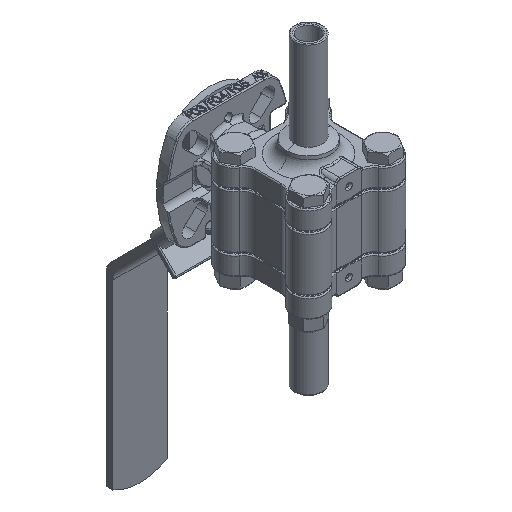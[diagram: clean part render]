
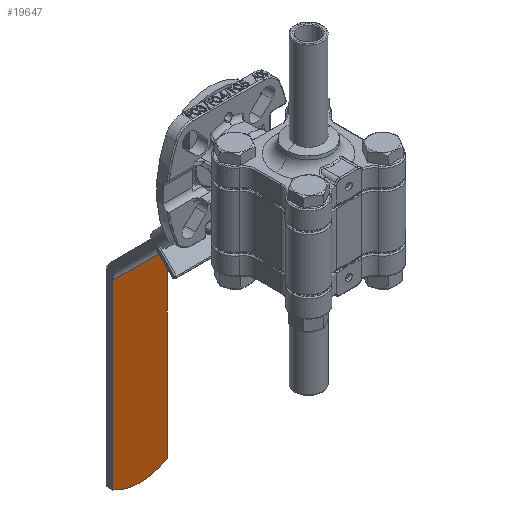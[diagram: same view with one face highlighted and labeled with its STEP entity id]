
A CAD part, isometric view. The second image highlights one B-rep face of the part: STEP entity #19647.
In plain terms, the highlighted planar face has unit normal (0, -1, 0).
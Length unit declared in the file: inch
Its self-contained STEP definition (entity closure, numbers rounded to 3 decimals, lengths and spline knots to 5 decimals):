
#587 = DIRECTION ( 'NONE',  ( 0., 1., 0. ) ) ;
#1569 = DIRECTION ( 'NONE',  ( 0., 1., 0. ) ) ;
#2693 = EDGE_CURVE ( 'NONE', #30431, #6914, #41530, .T. ) ;
#2908 = AXIS2_PLACEMENT_3D ( 'NONE', #51014, #1569, #46835 ) ;
#4659 = ORIENTED_EDGE ( 'NONE', *, *, #42008, .F. ) ;
#4884 = ORIENTED_EDGE ( 'NONE', *, *, #48739, .T. ) ;
#6914 = VERTEX_POINT ( 'NONE', #54510 ) ;
#8204 = VECTOR ( 'NONE', #18895, 39.37008 ) ;
#9782 = VERTEX_POINT ( 'NONE', #33633 ) ;
#11210 = CARTESIAN_POINT ( 'NONE',  ( 0.49213, 3.04331, -2.39424 ) ) ;
#12953 = DIRECTION ( 'NONE',  ( 0., 0., -1. ) ) ;
#14889 = LINE ( 'NONE', #34300, #54700 ) ;
#16134 = VERTEX_POINT ( 'NONE', #11210 ) ;
#18704 = CARTESIAN_POINT ( 'NONE',  ( -0.49213, 3.04331, -2.39424 ) ) ;
#18895 = DIRECTION ( 'NONE',  ( 0., 0., -1. ) ) ;
#19647 = ADVANCED_FACE ( 'NONE', ( #48117 ), #41303, .F. ) ;
#24547 = LINE ( 'NONE', #26007, #48014 ) ;
#24922 = CARTESIAN_POINT ( 'NONE',  ( 0.49213, 3.04331, -5.67522 ) ) ;
#26007 = CARTESIAN_POINT ( 'NONE',  ( 0.49213, 3.04331, -2.39424 ) ) ;
#30431 = VERTEX_POINT ( 'NONE', #24922 ) ;
#32759 = CARTESIAN_POINT ( 'NONE',  ( 0., 3.04331, -4.82283 ) ) ;
#33633 = CARTESIAN_POINT ( 'NONE',  ( -0.49213, 3.04331, -2.39424 ) ) ;
#34300 = CARTESIAN_POINT ( 'NONE',  ( 0.49213, 3.04331, -2.39424 ) ) ;
#38809 = DIRECTION ( 'NONE',  ( -1., 0., 0. ) ) ;
#39944 = ORIENTED_EDGE ( 'NONE', *, *, #42604, .T. ) ;
#41303 = PLANE ( 'NONE',  #2908 ) ;
#41530 = CIRCLE ( 'NONE', #46051, 0.98425 ) ;
#42008 = EDGE_CURVE ( 'NONE', #16134, #30431, #24547, .T. ) ;
#42532 = EDGE_LOOP ( 'NONE', ( #45977, #4659, #39944, #4884 ) ) ;
#42604 = EDGE_CURVE ( 'NONE', #16134, #9782, #14889, .T. ) ;
#45869 = DIRECTION ( 'NONE',  ( 0., 0., 1. ) ) ;
#45977 = ORIENTED_EDGE ( 'NONE', *, *, #2693, .F. ) ;
#46051 = AXIS2_PLACEMENT_3D ( 'NONE', #32759, #587, #45869 ) ;
#46835 = DIRECTION ( 'NONE',  ( 0., 0., -1. ) ) ;
#48014 = VECTOR ( 'NONE', #12953, 39.37008 ) ;
#48117 = FACE_OUTER_BOUND ( 'NONE', #42532, .T. ) ;
#48739 = EDGE_CURVE ( 'NONE', #9782, #6914, #58726, .T. ) ;
#51014 = CARTESIAN_POINT ( 'NONE',  ( 0.49213, 3.04331, -2.39424 ) ) ;
#54510 = CARTESIAN_POINT ( 'NONE',  ( -0.49213, 3.04331, -5.67522 ) ) ;
#54700 = VECTOR ( 'NONE', #38809, 39.37008 ) ;
#58726 = LINE ( 'NONE', #18704, #8204 ) ;
